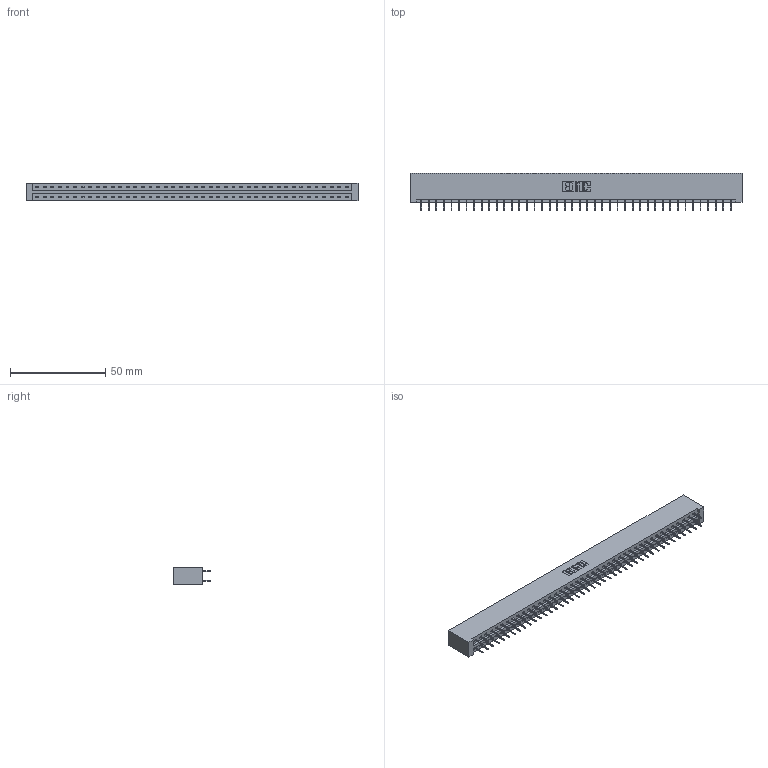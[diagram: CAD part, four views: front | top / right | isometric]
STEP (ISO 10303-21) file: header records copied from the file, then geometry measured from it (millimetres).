
FILE_DESCRIPTION (( 'STEP AP203' ), '1' );
FILE_NAME ('337-084-524-201.STEP', '2018-08-12T22:19:16', ( '' ), ( '' ), 'SwSTEP 2.0', 'SolidWorks 2016', '' );
FILE_SCHEMA (( 'CONFIG_CONTROL_DESIGN' ));
Length unit declared in the file: inch
Products named in the file (3): 337 Part_No Mounting Lugs; 345-292-001_345-293-124; 337-084-524-201
Assembly tree (85 placements, depth 2):
  337-084-524-201
    337 Part_No Mounting Lugs
    345-292-001_345-293-124  x84
Bounding box: 174.29 x 19.69 x 9.4 mm (x, y, z)
Volume: 19002.2 mm3; surface area: 21144.4 mm2
Topology: 85 solids, 85 shells, 4978 faces, 14147 edges, 9094 vertices
Faces by surface type: plane 3762, cylinder 1216
Entity records: 32361 total; most frequent: CARTESIAN_POINT 5450, ORIENTED_EDGE 5386, DIRECTION 4629, EDGE_CURVE 2693, LINE 2577, VECTOR 2577, VERTEX_POINT 1790, AXIS2_PLACEMENT_3D 1026
